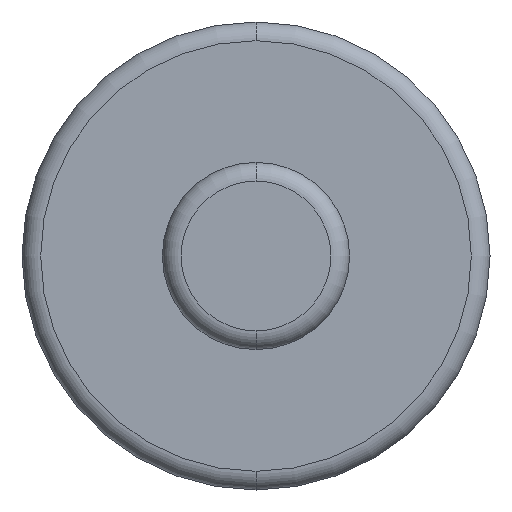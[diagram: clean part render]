
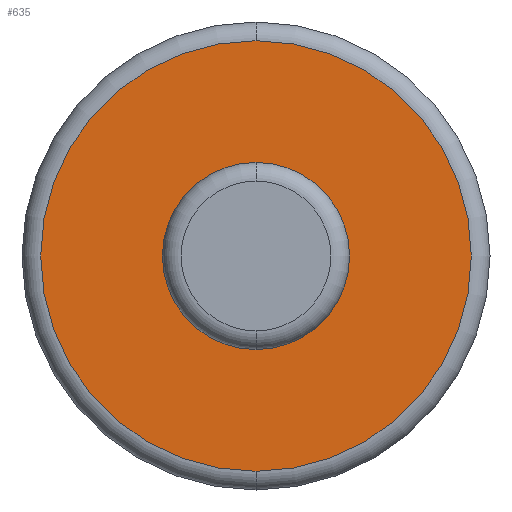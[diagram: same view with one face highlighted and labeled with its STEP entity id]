
A CAD part, front view. The second image highlights one B-rep face of the part: STEP entity #635.
In plain terms, the highlighted planar face has unit normal (0, -1, 0).
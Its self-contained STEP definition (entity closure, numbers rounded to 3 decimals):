
#18 = VERTEX_POINT ( 'NONE', #159 ) ;
#73 = AXIS2_PLACEMENT_3D ( 'NONE', #454, #511, #89 ) ;
#80 = DIRECTION ( 'NONE',  ( 0., 0., 1. ) ) ;
#89 = DIRECTION ( 'NONE',  ( 0., 0., 1. ) ) ;
#112 = DIRECTION ( 'NONE',  ( 0., 0., 1. ) ) ;
#159 = CARTESIAN_POINT ( 'NONE',  ( 0., 0., 0.5 ) ) ;
#183 = EDGE_CURVE ( 'NONE', #18, #205, #518, .T. ) ;
#184 = EDGE_CURVE ( 'NONE', #554, #603, #329, .T. ) ;
#205 = VERTEX_POINT ( 'NONE', #279 ) ;
#224 = CARTESIAN_POINT ( 'NONE',  ( 0., 0., 1.15 ) ) ;
#240 = AXIS2_PLACEMENT_3D ( 'NONE', #439, #582, #288 ) ;
#279 = CARTESIAN_POINT ( 'NONE',  ( 0., 0., -0.5 ) ) ;
#288 = DIRECTION ( 'NONE',  ( 0., 0., 1. ) ) ;
#299 = CIRCLE ( 'NONE', #73, 1.15 ) ;
#321 = AXIS2_PLACEMENT_3D ( 'NONE', #547, #494, #377 ) ;
#325 = DIRECTION ( 'NONE',  ( 0., 1., 0. ) ) ;
#329 = CIRCLE ( 'NONE', #240, 1.15 ) ;
#334 = PLANE ( 'NONE',  #501 ) ;
#336 = EDGE_CURVE ( 'NONE', #603, #554, #299, .T. ) ;
#337 = CARTESIAN_POINT ( 'NONE',  ( 0., 0., 0. ) ) ;
#363 = CIRCLE ( 'NONE', #586, 0.5 ) ;
#377 = DIRECTION ( 'NONE',  ( 0., 0., 1. ) ) ;
#384 = FACE_OUTER_BOUND ( 'NONE', #452, .T. ) ;
#428 = EDGE_CURVE ( 'NONE', #205, #18, #363, .T. ) ;
#430 = EDGE_LOOP ( 'NONE', ( #448, #576 ) ) ;
#431 = CARTESIAN_POINT ( 'NONE',  ( 0., 0., -1.15 ) ) ;
#439 = CARTESIAN_POINT ( 'NONE',  ( 0., 0., 0. ) ) ;
#448 = ORIENTED_EDGE ( 'NONE', *, *, #183, .T. ) ;
#452 = EDGE_LOOP ( 'NONE', ( #513, #517 ) ) ;
#454 = CARTESIAN_POINT ( 'NONE',  ( 0., 0., 0. ) ) ;
#494 = DIRECTION ( 'NONE',  ( 0., 1., 0. ) ) ;
#501 = AXIS2_PLACEMENT_3D ( 'NONE', #337, #537, #80 ) ;
#511 = DIRECTION ( 'NONE',  ( 0., -1., 0. ) ) ;
#513 = ORIENTED_EDGE ( 'NONE', *, *, #184, .T. ) ;
#517 = ORIENTED_EDGE ( 'NONE', *, *, #336, .T. ) ;
#518 = CIRCLE ( 'NONE', #321, 0.5 ) ;
#537 = DIRECTION ( 'NONE',  ( 0., 1., 0. ) ) ;
#547 = CARTESIAN_POINT ( 'NONE',  ( 0., 0., 0. ) ) ;
#554 = VERTEX_POINT ( 'NONE', #224 ) ;
#576 = ORIENTED_EDGE ( 'NONE', *, *, #428, .T. ) ;
#582 = DIRECTION ( 'NONE',  ( 0., -1., 0. ) ) ;
#586 = AXIS2_PLACEMENT_3D ( 'NONE', #621, #325, #112 ) ;
#587 = FACE_BOUND ( 'NONE', #430, .T. ) ;
#603 = VERTEX_POINT ( 'NONE', #431 ) ;
#621 = CARTESIAN_POINT ( 'NONE',  ( 0., 0., 0. ) ) ;
#635 = ADVANCED_FACE ( 'NONE', ( #384, #587 ), #334, .F. ) ;
